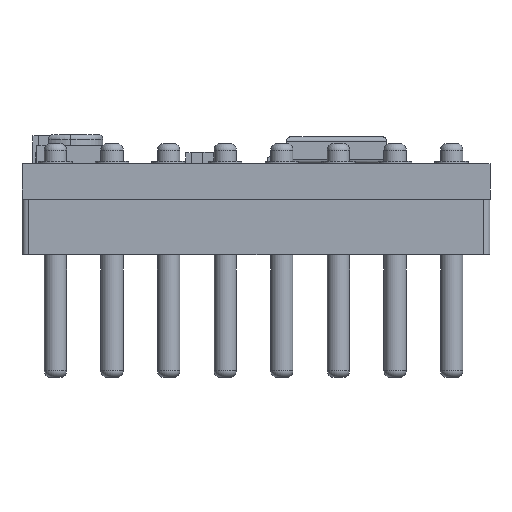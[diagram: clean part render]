
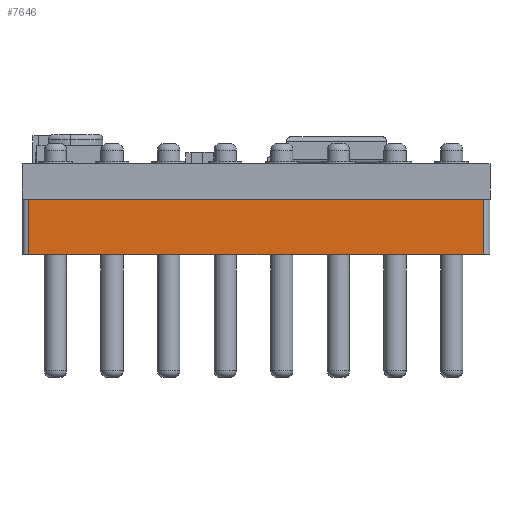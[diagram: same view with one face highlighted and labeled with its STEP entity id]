
A CAD part, front view. The second image highlights one B-rep face of the part: STEP entity #7646.
In plain terms, the highlighted planar face has unit normal (0, -1, 0).
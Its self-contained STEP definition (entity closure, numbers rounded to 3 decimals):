
#136 = ORIENTED_EDGE ( 'NONE', *, *, #25426, .T. ) ;
#576 = EDGE_CURVE ( 'NONE', #10949, #18692, #28338, .T. ) ;
#611 = CARTESIAN_POINT ( 'NONE',  ( -10.2, -1.25, 2.5 ) ) ;
#2263 = CARTESIAN_POINT ( 'NONE',  ( -10.5, -1.25, 2.5 ) ) ;
#4328 = DIRECTION ( 'NONE',  ( 1., 0., 0. ) ) ;
#5242 = VERTEX_POINT ( 'NONE', #25260 ) ;
#5790 = AXIS2_PLACEMENT_3D ( 'NONE', #2263, #33383, #17990 ) ;
#6586 = DIRECTION ( 'NONE',  ( 1., 0., 0. ) ) ;
#7599 = ORIENTED_EDGE ( 'NONE', *, *, #22753, .F. ) ;
#7646 = ADVANCED_FACE ( 'NONE', ( #37312 ), #20705, .F. ) ;
#10949 = VERTEX_POINT ( 'NONE', #12315 ) ;
#11858 = EDGE_LOOP ( 'NONE', ( #136, #30210, #7599, #29123 ) ) ;
#12235 = VECTOR ( 'NONE', #28265, 1000. ) ;
#12315 = CARTESIAN_POINT ( 'NONE',  ( -10.2, -1.25, 2.5 ) ) ;
#12384 = CARTESIAN_POINT ( 'NONE',  ( -10.5, -1.25, 2.5 ) ) ;
#12846 = CARTESIAN_POINT ( 'NONE',  ( 10.2, -1.25, 2.5 ) ) ;
#13150 = LINE ( 'NONE', #12384, #23339 ) ;
#16118 = VECTOR ( 'NONE', #4328, 1000. ) ;
#16714 = EDGE_CURVE ( 'NONE', #5242, #26378, #22060, .T. ) ;
#17990 = DIRECTION ( 'NONE',  ( 0., 0., 1. ) ) ;
#18692 = VERTEX_POINT ( 'NONE', #39172 ) ;
#20705 = PLANE ( 'NONE',  #5790 ) ;
#22060 = LINE ( 'NONE', #12846, #12235 ) ;
#22753 = EDGE_CURVE ( 'NONE', #10949, #26378, #13150, .T. ) ;
#23339 = VECTOR ( 'NONE', #6586, 1000. ) ;
#25260 = CARTESIAN_POINT ( 'NONE',  ( 10.2, -1.25, 0. ) ) ;
#25426 = EDGE_CURVE ( 'NONE', #18692, #5242, #31596, .T. ) ;
#26378 = VERTEX_POINT ( 'NONE', #37051 ) ;
#28265 = DIRECTION ( 'NONE',  ( 0., 0., 1. ) ) ;
#28338 = LINE ( 'NONE', #611, #37569 ) ;
#29123 = ORIENTED_EDGE ( 'NONE', *, *, #576, .T. ) ;
#30210 = ORIENTED_EDGE ( 'NONE', *, *, #16714, .T. ) ;
#31596 = LINE ( 'NONE', #34939, #16118 ) ;
#33383 = DIRECTION ( 'NONE',  ( 0., 1., 0. ) ) ;
#34727 = DIRECTION ( 'NONE',  ( 0., 0., -1. ) ) ;
#34939 = CARTESIAN_POINT ( 'NONE',  ( -10.5, -1.25, 0. ) ) ;
#37051 = CARTESIAN_POINT ( 'NONE',  ( 10.2, -1.25, 2.5 ) ) ;
#37312 = FACE_OUTER_BOUND ( 'NONE', #11858, .T. ) ;
#37569 = VECTOR ( 'NONE', #34727, 1000. ) ;
#39172 = CARTESIAN_POINT ( 'NONE',  ( -10.2, -1.25, 0. ) ) ;
